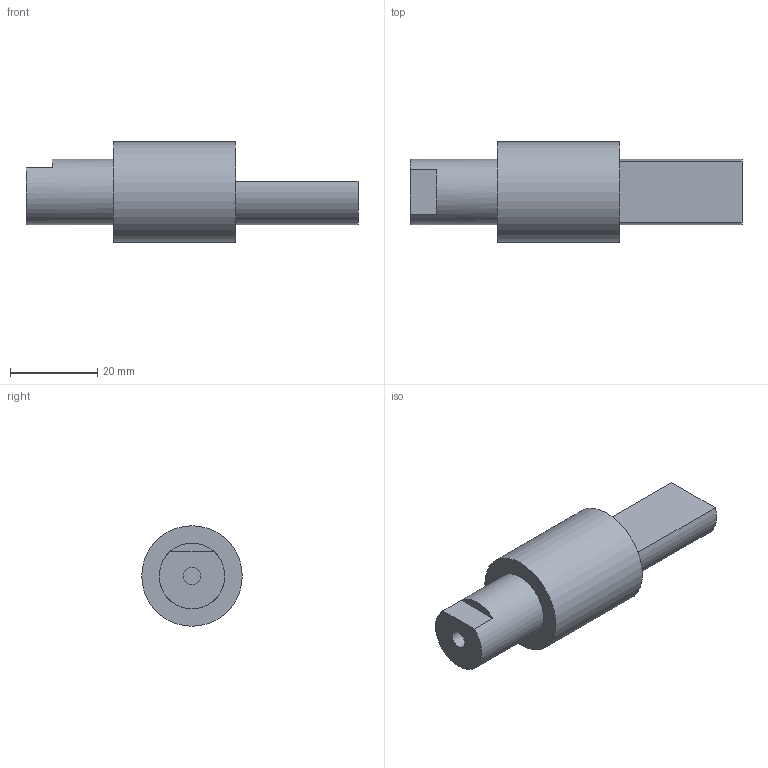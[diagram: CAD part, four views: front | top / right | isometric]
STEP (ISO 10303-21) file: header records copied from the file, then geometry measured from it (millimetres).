
FILE_DESCRIPTION(/* description */ ('STEP AP214'),/* implementation_level */ '2;1');
FILE_NAME(/* name */ '61fa9e8bde1f9b6a4c35e644',/* time_stamp */ '2022-02-02T15:09:00+00:00',/* author */ (''),/* organization */ (''),/* preprocessor_version */ 'ST-DEVELOPER v18.101',/* originating_system */ ' ',/* authorisation */ ' ');
FILE_SCHEMA (('AUTOMOTIVE_DESIGN {1 0 10303 214 3 1 1}'));
Length unit declared in the file: metre
Products named in the file (1): Arbre 1
Bounding box: 76 x 23 x 23 mm (x, y, z)
Volume: 18286.2 mm3; surface area: 5290.6 mm2
Topology: 1 solids, 1 shells, 14 faces, 24 edges, 16 vertices
Faces by surface type: plane 9, cylinder 5
Full cylindrical faces by diameter (mm): 4 x2, 15 x1, 23 x1
Entity records: 340 total; most frequent: DIRECTION 60, CARTESIAN_POINT 49, ORIENTED_EDGE 38, AXIS2_PLACEMENT_3D 26, EDGE_LOOP 22, FACE_BOUND 22, EDGE_CURVE 19, VERTEX_POINT 15
